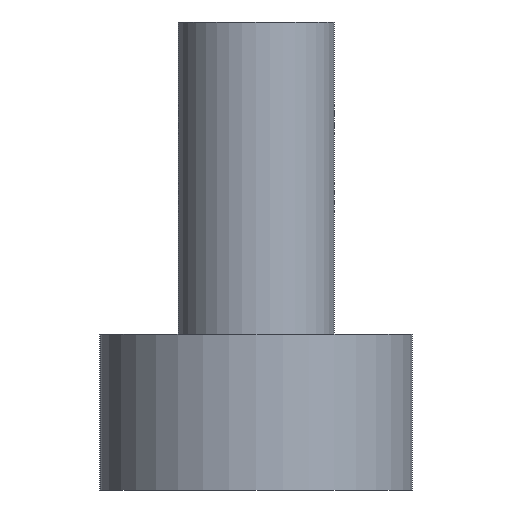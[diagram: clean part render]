
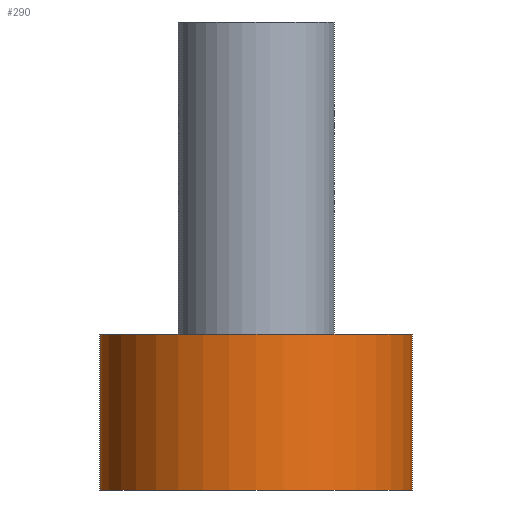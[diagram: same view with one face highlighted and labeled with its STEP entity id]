
A CAD part, front view. The second image highlights one B-rep face of the part: STEP entity #290.
In plain terms, the highlighted cylindrical face has radius 20 mm (diameter 40 mm), a partial arc.
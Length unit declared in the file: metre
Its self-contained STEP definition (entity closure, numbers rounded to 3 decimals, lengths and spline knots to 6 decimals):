
#3 = ORIENTED_EDGE ( 'NONE', *, *, #48, .F. ) ;
#4 = DIRECTION ( 'NONE',  ( 0., 0., -1. ) ) ;
#9 = AXIS2_PLACEMENT_3D ( 'NONE', #306, #35, #138 ) ;
#32 = CARTESIAN_POINT ( 'NONE',  ( 0.02, -0.2, 0.02 ) ) ;
#33 = VERTEX_POINT ( 'NONE', #329 ) ;
#35 = DIRECTION ( 'NONE',  ( 0., 0., 1. ) ) ;
#42 = AXIS2_PLACEMENT_3D ( 'NONE', #184, #124, #300 ) ;
#48 = EDGE_CURVE ( 'NONE', #33, #377, #140, .T. ) ;
#53 = VECTOR ( 'NONE', #4, 1. ) ;
#94 = ORIENTED_EDGE ( 'NONE', *, *, #178, .T. ) ;
#124 = DIRECTION ( 'NONE',  ( 0., 0., 1. ) ) ;
#138 = DIRECTION ( 'NONE',  ( 1., 0., 0. ) ) ;
#140 = CIRCLE ( 'NONE', #42, 0.02 ) ;
#167 = CYLINDRICAL_SURFACE ( 'NONE', #325, 0.02 ) ;
#176 = DIRECTION ( 'NONE',  ( -1., 0., 0. ) ) ;
#178 = EDGE_CURVE ( 'NONE', #188, #268, #293, .T. ) ;
#184 = CARTESIAN_POINT ( 'NONE',  ( 0., -0.2, 0.02 ) ) ;
#188 = VERTEX_POINT ( 'NONE', #228 ) ;
#194 = EDGE_CURVE ( 'NONE', #33, #188, #257, .T. ) ;
#203 = CARTESIAN_POINT ( 'NONE',  ( 0., -0.2, 0.02 ) ) ;
#209 = DIRECTION ( 'NONE',  ( 0., 0., -1. ) ) ;
#228 = CARTESIAN_POINT ( 'NONE',  ( -0.02, -0.2, 0. ) ) ;
#243 = CARTESIAN_POINT ( 'NONE',  ( 0.02, -0.2, 0.02 ) ) ;
#257 = LINE ( 'NONE', #374, #53 ) ;
#261 = VECTOR ( 'NONE', #302, 1. ) ;
#265 = EDGE_LOOP ( 'NONE', ( #94, #274, #3, #332 ) ) ;
#268 = VERTEX_POINT ( 'NONE', #310 ) ;
#274 = ORIENTED_EDGE ( 'NONE', *, *, #385, .F. ) ;
#290 = ADVANCED_FACE ( 'NONE', ( #315 ), #167, .T. ) ;
#293 = CIRCLE ( 'NONE', #9, 0.02 ) ;
#300 = DIRECTION ( 'NONE',  ( 1., 0., 0. ) ) ;
#302 = DIRECTION ( 'NONE',  ( 0., 0., -1. ) ) ;
#306 = CARTESIAN_POINT ( 'NONE',  ( 0., -0.2, 0. ) ) ;
#310 = CARTESIAN_POINT ( 'NONE',  ( 0.02, -0.2, 0. ) ) ;
#315 = FACE_OUTER_BOUND ( 'NONE', #265, .T. ) ;
#325 = AXIS2_PLACEMENT_3D ( 'NONE', #203, #209, #176 ) ;
#329 = CARTESIAN_POINT ( 'NONE',  ( -0.02, -0.2, 0.02 ) ) ;
#332 = ORIENTED_EDGE ( 'NONE', *, *, #194, .T. ) ;
#361 = LINE ( 'NONE', #243, #261 ) ;
#374 = CARTESIAN_POINT ( 'NONE',  ( -0.02, -0.2, 0.02 ) ) ;
#377 = VERTEX_POINT ( 'NONE', #32 ) ;
#385 = EDGE_CURVE ( 'NONE', #377, #268, #361, .T. ) ;
